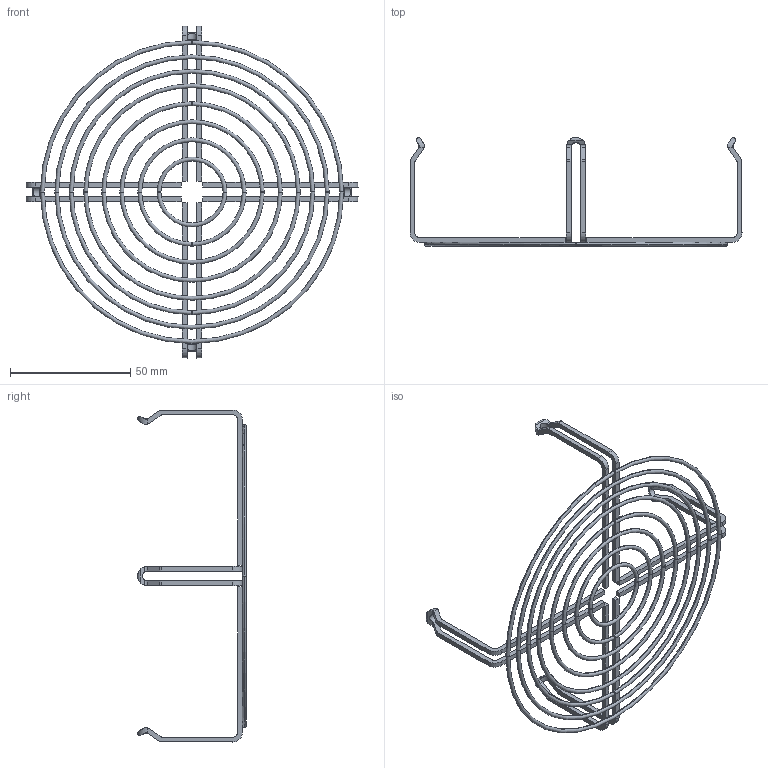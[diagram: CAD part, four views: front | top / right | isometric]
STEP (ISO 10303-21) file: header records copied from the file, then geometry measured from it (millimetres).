
FILE_DESCRIPTION(('starvars output'),'2;1');
FILE_NAME('scn_gard.stp','09:09:34 2014/09/17',( 'Thomas Industrial Network Germany GmbH'),( 'Thomas Industrial Network Germany GmbH'),'unknown preprocess','ACIS' ,'unknown authorization');
FILE_SCHEMA(('AUTOMOTIVE_DESIGN_CC2 {UNKNOWN IMPLEMENTATION LEVEL}'));
Length unit declared in the file: millimetre
Products named in the file (1): PRODUCT_ID_1
Bounding box: 138 x 45.1 x 138 mm (x, y, z)
Volume: 7382.3 mm3; surface area: 16800.9 mm2
Topology: 12 solids, 12 shells, 268 faces, 704 edges, 460 vertices
Faces by surface type: plane 160, cylinder 68, torus 40
Entity records: 11401 total; most frequent: CARTESIAN_POINT 2888, ORIENTED_EDGE 1536, DIRECTION 1024, EDGE_CURVE 768, VERTEX_POINT 588, AXIS2_PLACEMENT_3D 404, EDGE_LOOP 332, FACE_BOUND 332
